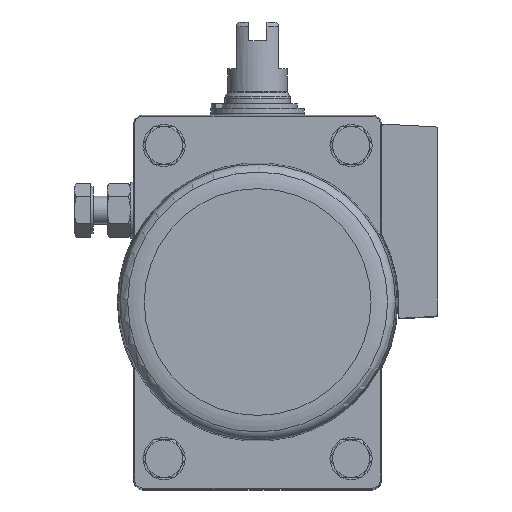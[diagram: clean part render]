
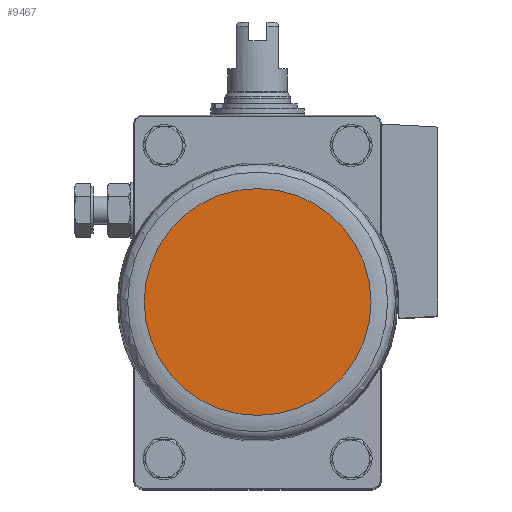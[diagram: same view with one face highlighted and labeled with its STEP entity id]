
A CAD part, top view. The second image highlights one B-rep face of the part: STEP entity #9467.
In plain terms, the highlighted planar face has unit normal (0, 0, 1).
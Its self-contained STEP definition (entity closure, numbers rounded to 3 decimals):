
#3442=ORIENTED_EDGE('',*,*,#5276,.T.);
#5276=EDGE_CURVE('',#6337,#6337,#6922,.T.);
#6337=VERTEX_POINT('',#15784);
#6922=CIRCLE('',#10417,24.25);
#7615=EDGE_LOOP('',(#3442));
#8442=FACE_BOUND('',#7615,.T.);
#8963=PLANE('',#10418);
#9467=ADVANCED_FACE('',(#8442),#8963,.F.);
#10417=AXIS2_PLACEMENT_3D('',#15783,#12568,#12569);
#10418=AXIS2_PLACEMENT_3D('',#15785,#12570,#12571);
#12568=DIRECTION('',(0.,0.,1.));
#12569=DIRECTION('',(1.,0.,0.));
#12570=DIRECTION('',(0.,0.,-1.));
#12571=DIRECTION('',(-1.,0.,0.));
#15783=CARTESIAN_POINT('',(0.,0.,66.65));
#15784=CARTESIAN_POINT('',(24.25,0.,66.65));
#15785=CARTESIAN_POINT('',(24.25,0.,66.65));
